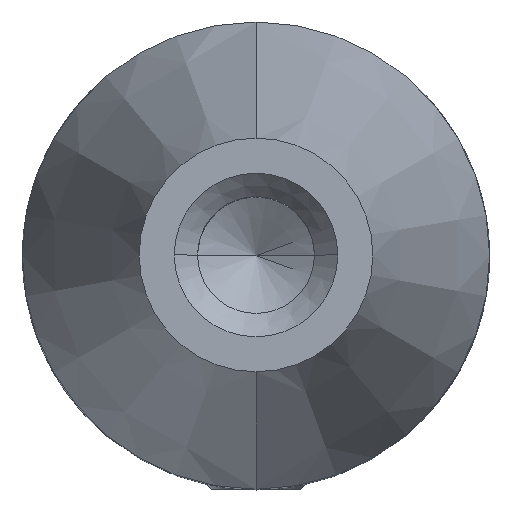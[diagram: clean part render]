
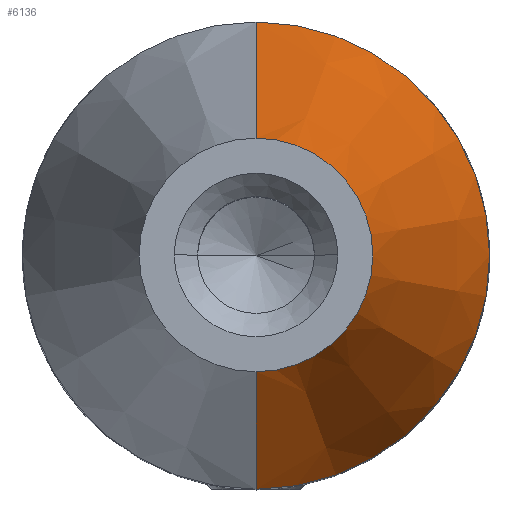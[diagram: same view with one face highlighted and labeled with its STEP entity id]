
A CAD part, top view. The second image highlights one B-rep face of the part: STEP entity #6136.
In plain terms, the highlighted conical face has half-angle 17.354 degrees and reference radius 10 mm.
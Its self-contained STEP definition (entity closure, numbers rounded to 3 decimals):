
#169 = EDGE_CURVE ( 'NONE', #255, #10880, #3655, .T. ) ;
#255 = VERTEX_POINT ( 'NONE', #13373 ) ;
#430 = VECTOR ( 'NONE', #4533, 1000. ) ;
#1094 = CARTESIAN_POINT ( 'NONE',  ( 0., -10., 2. ) ) ;
#1112 = CARTESIAN_POINT ( 'NONE',  ( 0., 0., 18. ) ) ;
#1406 = ORIENTED_EDGE ( 'NONE', *, *, #8062, .T. ) ;
#2426 = DIRECTION ( 'NONE',  ( 0., 0., -1. ) ) ;
#2508 = AXIS2_PLACEMENT_3D ( 'NONE', #10589, #7105, #4870 ) ;
#2679 = CARTESIAN_POINT ( 'NONE',  ( 0., -10., 2. ) ) ;
#3254 = DIRECTION ( 'NONE',  ( 0., 0.298, -0.954 ) ) ;
#3339 = ORIENTED_EDGE ( 'NONE', *, *, #8622, .T. ) ;
#3655 = LINE ( 'NONE', #6708, #5671 ) ;
#3699 = CARTESIAN_POINT ( 'NONE',  ( 0., 0., 2. ) ) ;
#3868 = VERTEX_POINT ( 'NONE', #7698 ) ;
#4256 = CONICAL_SURFACE ( 'NONE', #2508, 10., 0.303 ) ;
#4533 = DIRECTION ( 'NONE',  ( 0., -0.298, -0.954 ) ) ;
#4870 = DIRECTION ( 'NONE',  ( 0., 1., 0. ) ) ;
#5671 = VECTOR ( 'NONE', #3254, 1000. ) ;
#5728 = CIRCLE ( 'NONE', #8864, 10. ) ;
#6136 = ADVANCED_FACE ( 'NONE', ( #7341 ), #4256, .T. ) ;
#6708 = CARTESIAN_POINT ( 'NONE',  ( 0., 10., 2. ) ) ;
#7105 = DIRECTION ( 'NONE',  ( 0., 0., -1. ) ) ;
#7210 = EDGE_CURVE ( 'NONE', #10880, #14949, #5728, .T. ) ;
#7341 = FACE_OUTER_BOUND ( 'NONE', #10637, .T. ) ;
#7577 = ORIENTED_EDGE ( 'NONE', *, *, #169, .F. ) ;
#7698 = CARTESIAN_POINT ( 'NONE',  ( 0., -5., 18. ) ) ;
#8026 = DIRECTION ( 'NONE',  ( 0., 1., 0. ) ) ;
#8062 = EDGE_CURVE ( 'NONE', #3868, #14949, #11158, .T. ) ;
#8622 = EDGE_CURVE ( 'NONE', #255, #3868, #13791, .T. ) ;
#8864 = AXIS2_PLACEMENT_3D ( 'NONE', #3699, #2426, #11872 ) ;
#9462 = AXIS2_PLACEMENT_3D ( 'NONE', #1112, #12787, #8026 ) ;
#10589 = CARTESIAN_POINT ( 'NONE',  ( 0., 0., 2. ) ) ;
#10637 = EDGE_LOOP ( 'NONE', ( #3339, #1406, #14703, #7577 ) ) ;
#10880 = VERTEX_POINT ( 'NONE', #13973 ) ;
#11158 = LINE ( 'NONE', #1094, #430 ) ;
#11872 = DIRECTION ( 'NONE',  ( 0., 1., 0. ) ) ;
#12787 = DIRECTION ( 'NONE',  ( 0., 0., -1. ) ) ;
#13373 = CARTESIAN_POINT ( 'NONE',  ( 0., 5., 18. ) ) ;
#13791 = CIRCLE ( 'NONE', #9462, 5. ) ;
#13973 = CARTESIAN_POINT ( 'NONE',  ( 0., 10., 2. ) ) ;
#14703 = ORIENTED_EDGE ( 'NONE', *, *, #7210, .F. ) ;
#14949 = VERTEX_POINT ( 'NONE', #2679 ) ;
